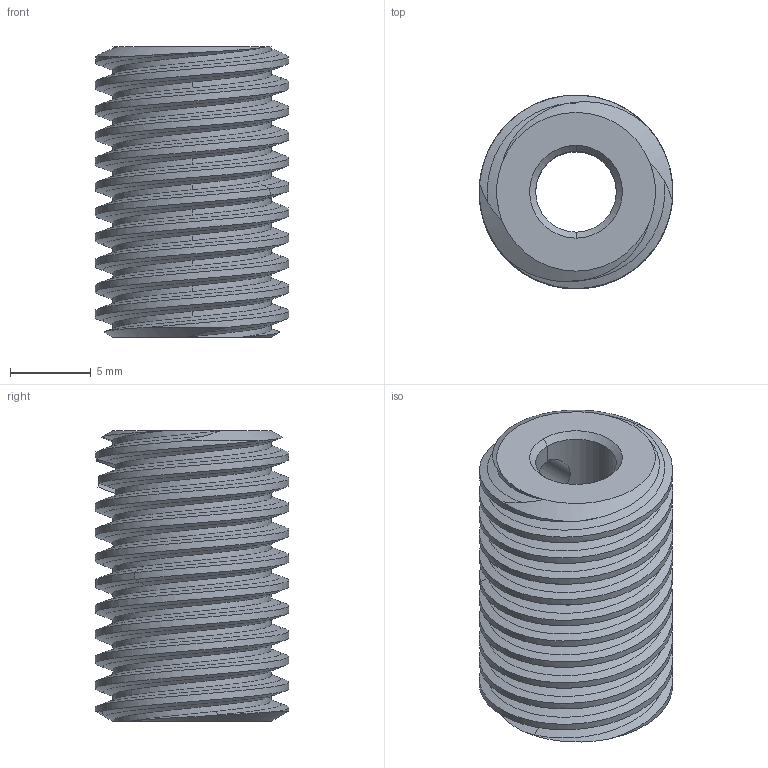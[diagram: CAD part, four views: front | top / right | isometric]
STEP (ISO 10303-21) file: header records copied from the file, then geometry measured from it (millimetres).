
FILE_DESCRIPTION((''),'2;1');
FILE_NAME('SW0_5-R2','2019-01-29T',('SYSTEM'),(''),'PRO/ENGINEER BY PARAMETRIC TECHNOLOGY CORPORATION, 2016360','PRO/ENGINEER BY PARAMETRIC TECHNOLOGY CORPORATION, 2016360','');
FILE_SCHEMA(('AUTOMOTIVE_DESIGN { 1 0 10303 214 1 1 1 1 }'));
Length unit declared in the file: millimetre
Products named in the file (1): SW0_5-R2
Bounding box: 12 x 12 x 18 mm (x, y, z)
Volume: 1320.8 mm3; surface area: 1608.8 mm2
Topology: 1 solids, 1 shells, 70 faces, 184 edges, 114 vertices
Faces by surface type: bspline 36, cylinder 24, cone 8, plane 2
Entity records: 12285 total; most frequent: CARTESIAN_POINT 10153, ORIENTED_EDGE 368, PRESENTATION_STYLE_ASSIGNMENT 185, STYLED_ITEM 185, CURVE_STYLE 184, EDGE_CURVE 184, DIRECTION 151, B_SPLINE_CURVE_WITH_KNOTS 121
